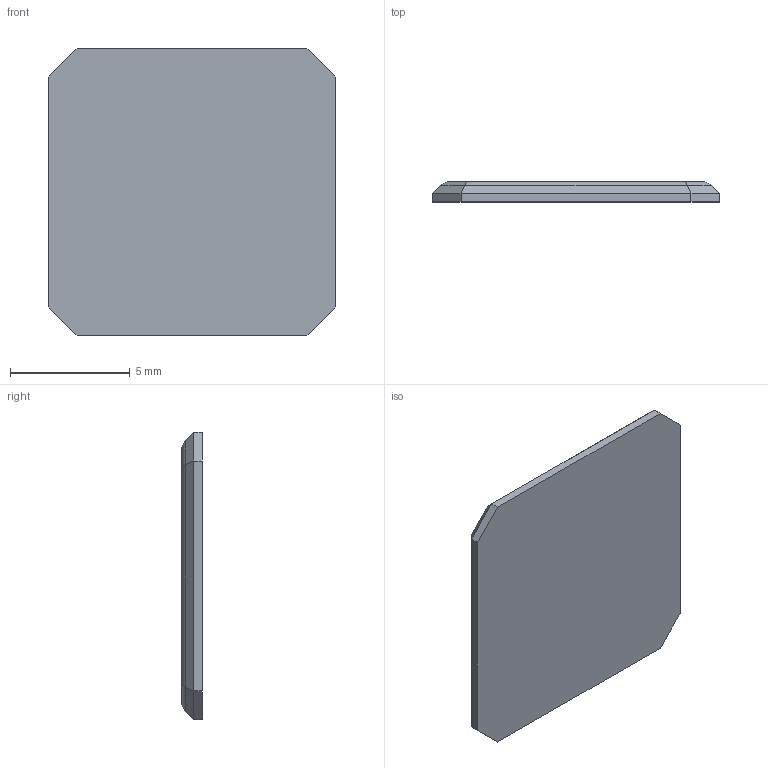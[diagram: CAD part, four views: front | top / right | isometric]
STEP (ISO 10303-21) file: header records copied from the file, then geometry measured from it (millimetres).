
FILE_DESCRIPTION(/* description */ (''),/* implementation_level */ '2;1');
FILE_NAME(/* name */ 'mt7688 v1.step',/* time_stamp */ '2020-01-06T17:23:14+05:00',/* author */ (''),/* organization */ (''),/* preprocessor_version */ 'ST-DEVELOPER v18',/* originating_system */ 'Autodesk Translation Framework v8.12.0.6',/* authorisation */ '');
FILE_SCHEMA (('AUTOMOTIVE_DESIGN { 1 0 10303 214 3 1 1 }'));
Length unit declared in the file: millimetre
Products named in the file (1): mt7688
Bounding box: 12 x 0.85 x 12 mm (x, y, z)
Volume: 114 mm3; surface area: 306.6 mm2
Topology: 1 solids, 1 shells, 28 faces, 59 edges, 34 vertices
Faces by surface type: plane 19, cylinder 9
Full cylindrical faces by diameter (mm): 1.5 x1
Entity records: 765 total; most frequent: DIRECTION 127, CARTESIAN_POINT 122, ORIENTED_EDGE 118, EDGE_CURVE 59, LINE 49, VECTOR 49, AXIS2_PLACEMENT_3D 39, VERTEX_POINT 34
